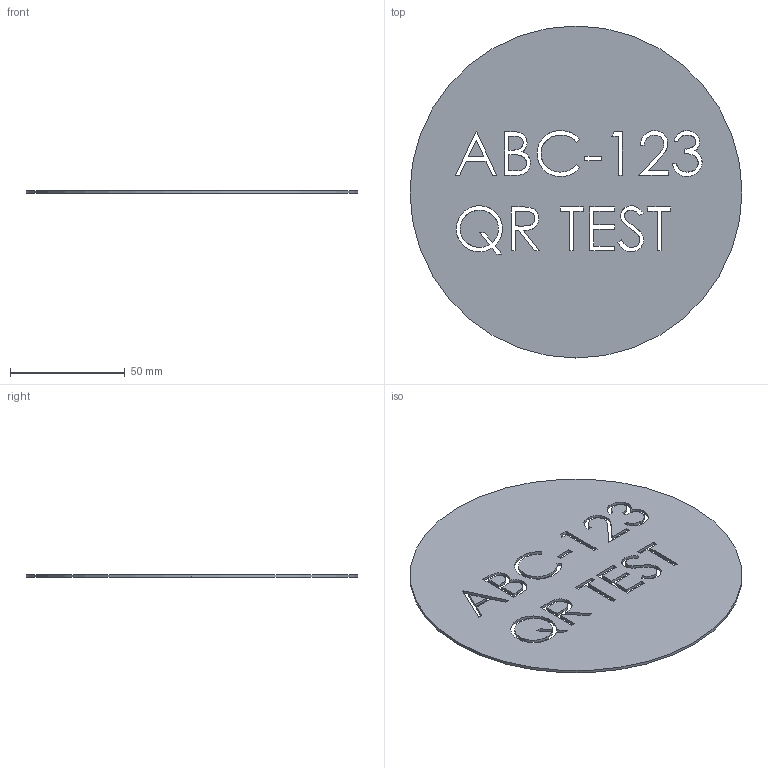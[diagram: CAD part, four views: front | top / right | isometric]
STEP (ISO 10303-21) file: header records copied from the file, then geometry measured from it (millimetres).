
FILE_DESCRIPTION (( 'STEP AP214' ), '1' );
FILE_NAME ('ABC-123.STEP', '2026-01-15T22:00:43', ( '' ), ( '' ), 'SwSTEP 2.0', 'SolidWorks 2025', '' );
FILE_SCHEMA (( 'AUTOMOTIVE_DESIGN' ));
Length unit declared in the file: inch
Products named in the file (1): ABC-123
Bounding box: 144.55 x 144.55 x 1.22 mm (x, y, z)
Volume: 18851.1 mm3; surface area: 32786.8 mm2
Topology: 6 solids, 6 shells, 170 faces, 474 edges, 316 vertices
Faces by surface type: plane 100, bspline 68, cylinder 2
Entity records: 9132 total; most frequent: CARTESIAN_POINT 5093, ORIENTED_EDGE 948, DIRECTION 548, EDGE_CURVE 474, LINE 334, VECTOR 334, VERTEX_POINT 316, EDGE_LOOP 196
